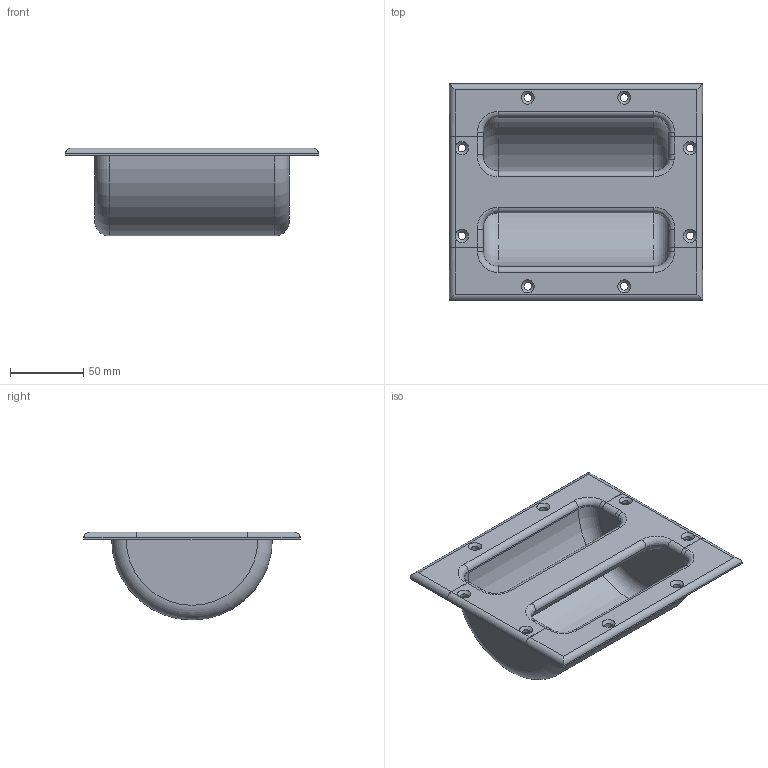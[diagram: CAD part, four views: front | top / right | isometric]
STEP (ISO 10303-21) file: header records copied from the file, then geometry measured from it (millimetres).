
FILE_DESCRIPTION(/* description */ ('KriTec Griffmulde PA/St 173x150'),/* implementation_level */ '2;1');
FILE_NAME(/* name */ '13390_KriTec_Griffmulde_PA_St_173x150.stp',/* time_stamp */ '2020-08-06T13:06:56+02:00',/* author */ ('Nell'),/* organization */ (''),/* preprocessor_version */ 'ST-DEVELOPER v17',/* originating_system */ 'Autodesk Inventor 2018',/* authorisation */ '');
FILE_SCHEMA (('AUTOMOTIVE_DESIGN { 1 0 10303 214 3 1 1 }'));
Length unit declared in the file: millimetre
Products named in the file (3): 13390; 13390_2; 13390_1
Assembly tree (2 placements, depth 2):
  13390
    13390_2
    13390_1
Bounding box: 173 x 148 x 60.1 mm (x, y, z)
Volume: 217266.5 mm3; surface area: 102955.7 mm2
Topology: 2 solids, 2 shells, 94 faces, 252 edges, 159 vertices
Faces by surface type: cylinder 40, plane 29, torus 12, cone 8, bspline 5
Full cylindrical faces by diameter (mm): 5.3 x12
Entity records: 3505 total; most frequent: CARTESIAN_POINT 974, DIRECTION 530, ORIENTED_EDGE 504, EDGE_CURVE 252, AXIS2_PLACEMENT_3D 209, VERTEX_POINT 159, EDGE_LOOP 115, LINE 112
